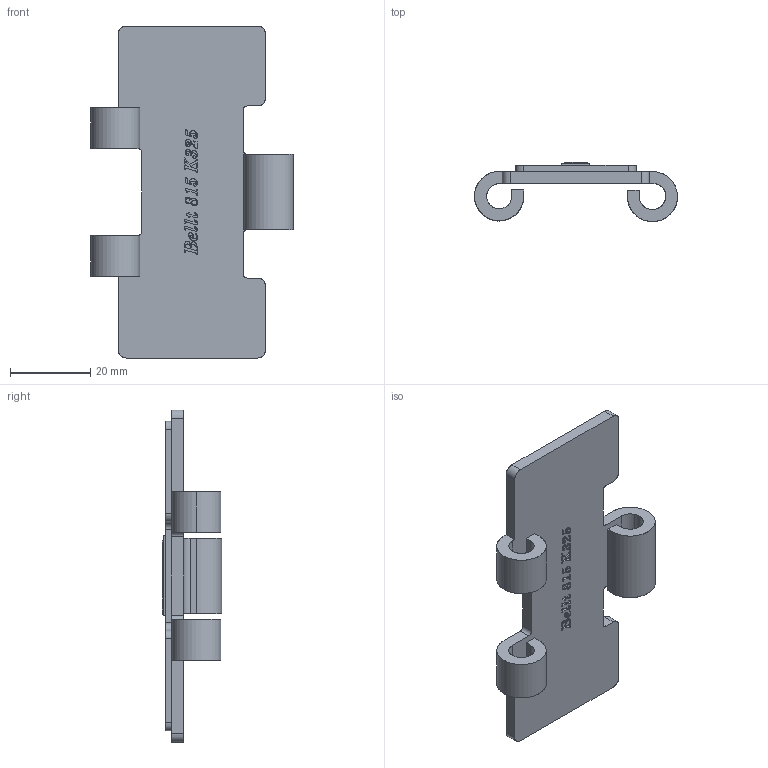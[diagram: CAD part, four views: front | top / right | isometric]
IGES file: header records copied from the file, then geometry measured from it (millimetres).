
Start section: SolidWorks IGES file using analytic representation for surfaces
Global section: file name: Corrente BTop 815 K325 SE.IGS; native system: SolidWorks 2024; preprocessor: SolidWorks 2024; author: User; date: 250916.130405; units: millimetre
Bounding box: 50.44 x 14.72 x 82.5 mm (x, y, z)
Surface area: 13000.1 mm2 (no closed solid volume)
Topology: 0 solids, 0 shells, 466 faces, 6089 edges, 6089 vertices
Faces by surface type: bspline 429, revolution 37
